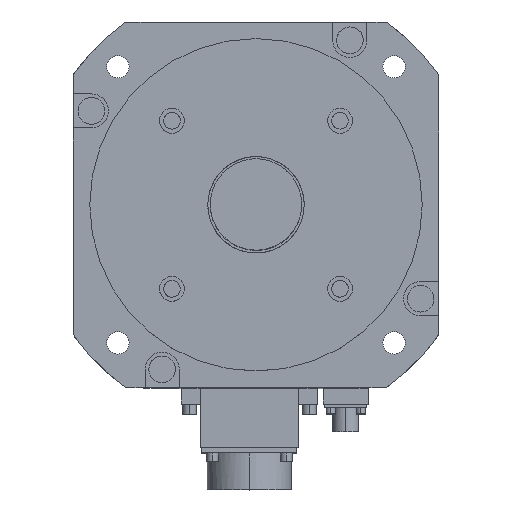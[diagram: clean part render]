
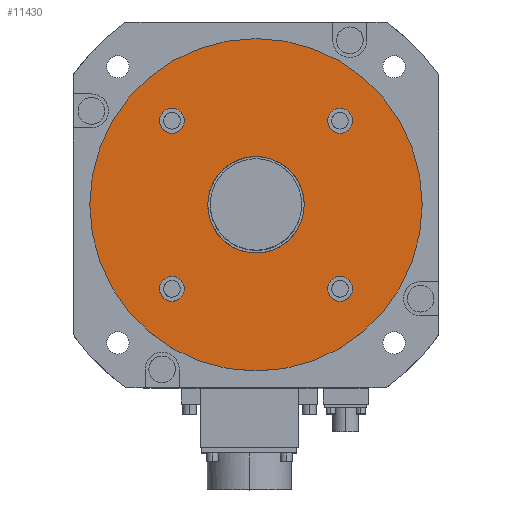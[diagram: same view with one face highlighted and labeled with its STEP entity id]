
A CAD part, top view. The second image highlights one B-rep face of the part: STEP entity #11430.
In plain terms, the highlighted planar face has unit normal (0, 0, 1).
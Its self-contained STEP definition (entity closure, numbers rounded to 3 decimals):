
#236 = VERTEX_POINT ( 'NONE', #11788 ) ;
#241 = EDGE_CURVE ( 'NONE', #252, #255, #11785, .T. ) ;
#252 = VERTEX_POINT ( 'NONE', #6822 ) ;
#255 = VERTEX_POINT ( 'NONE', #6821 ) ;
#256 = EDGE_CURVE ( 'NONE', #236, #261, #6833, .T. ) ;
#261 = VERTEX_POINT ( 'NONE', #11963 ) ;
#310 = VERTEX_POINT ( 'NONE', #12107 ) ;
#312 = VERTEX_POINT ( 'NONE', #12136 ) ;
#1171 = EDGE_CURVE ( 'NONE', #312, #310, #12158, .T. ) ;
#2746 = DIRECTION ( 'NONE',  ( 1., 0., 0. ) ) ;
#2747 = DIRECTION ( 'NONE',  ( 0., 0., -1. ) ) ;
#2748 = CARTESIAN_POINT ( 'NONE',  ( 0., 0., 4. ) ) ;
#2749 = AXIS2_PLACEMENT_3D ( 'NONE', #2748, #2747, #2746 ) ;
#2750 = CIRCLE ( 'NONE', #2749, 100. ) ;
#2782 = CARTESIAN_POINT ( 'NONE',  ( -100., 0., 4. ) ) ;
#2783 = DIRECTION ( 'NONE',  ( 1., 0., 0. ) ) ;
#2784 = DIRECTION ( 'NONE',  ( 0., 0., -1. ) ) ;
#2785 = CARTESIAN_POINT ( 'NONE',  ( 50.558, 50.558, 4. ) ) ;
#2786 = AXIS2_PLACEMENT_3D ( 'NONE', #2785, #2784, #2783 ) ;
#2787 = CIRCLE ( 'NONE', #2786, 7.5 ) ;
#2788 = CARTESIAN_POINT ( 'NONE',  ( 58.058, 50.558, 4. ) ) ;
#2834 = CARTESIAN_POINT ( 'NONE',  ( 100., 0., 4. ) ) ;
#2848 = CARTESIAN_POINT ( 'NONE',  ( 43.058, 50.558, 4. ) ) ;
#4684 = DIRECTION ( 'NONE',  ( 1., 0., 0. ) ) ;
#4685 = DIRECTION ( 'NONE',  ( 0., 0., -1. ) ) ;
#4686 = CARTESIAN_POINT ( 'NONE',  ( 50.558, 50.558, 4. ) ) ;
#4687 = AXIS2_PLACEMENT_3D ( 'NONE', #4686, #4685, #4684 ) ;
#4688 = CIRCLE ( 'NONE', #4687, 7.5 ) ;
#5172 = DIRECTION ( 'NONE',  ( 0., 0., 1. ) ) ;
#5173 = CARTESIAN_POINT ( 'NONE',  ( 0., 0., 4. ) ) ;
#5174 = AXIS2_PLACEMENT_3D ( 'NONE', #5173, #5172, #5237 ) ;
#5175 = PLANE ( 'NONE',  #5174 ) ;
#5177 = FACE_OUTER_BOUND ( 'NONE', #11444, .T. ) ;
#5178 = FACE_BOUND ( 'NONE', #11432, .T. ) ;
#5179 = FACE_BOUND ( 'NONE', #10948, .T. ) ;
#5180 = FACE_BOUND ( 'NONE', #11440, .T. ) ;
#5181 = FACE_BOUND ( 'NONE', #11428, .T. ) ;
#5182 = FACE_BOUND ( 'NONE', #11436, .T. ) ;
#5229 = DIRECTION ( 'NONE',  ( 1., 0., 0. ) ) ;
#5230 = DIRECTION ( 'NONE',  ( 0., 0., -1. ) ) ;
#5231 = CARTESIAN_POINT ( 'NONE',  ( 0., 0., 4. ) ) ;
#5232 = AXIS2_PLACEMENT_3D ( 'NONE', #5231, #5230, #5229 ) ;
#5233 = CIRCLE ( 'NONE', #5232, 100. ) ;
#5237 = DIRECTION ( 'NONE',  ( 1., 0., 0. ) ) ;
#6494 = EDGE_CURVE ( 'NONE', #14434, #14449, #12970, .T. ) ;
#6821 = CARTESIAN_POINT ( 'NONE',  ( -58.058, -50.558, 4. ) ) ;
#6822 = CARTESIAN_POINT ( 'NONE',  ( -43.058, -50.558, 4. ) ) ;
#6829 = DIRECTION ( 'NONE',  ( 1., 0., 0. ) ) ;
#6830 = DIRECTION ( 'NONE',  ( 0., 0., -1. ) ) ;
#6831 = CARTESIAN_POINT ( 'NONE',  ( 50.558, -50.558, 4. ) ) ;
#6832 = AXIS2_PLACEMENT_3D ( 'NONE', #6831, #6830, #6829 ) ;
#6833 = CIRCLE ( 'NONE', #6832, 7.5 ) ;
#6905 = EDGE_CURVE ( 'NONE', #261, #236, #13333, .T. ) ;
#6930 = EDGE_CURVE ( 'NONE', #255, #252, #13348, .T. ) ;
#8109 = CARTESIAN_POINT ( 'NONE',  ( -58.058, 50.558, 4. ) ) ;
#8126 = CARTESIAN_POINT ( 'NONE',  ( -43.058, 50.558, 4. ) ) ;
#8127 = DIRECTION ( 'NONE',  ( 1., 0., 0. ) ) ;
#8128 = DIRECTION ( 'NONE',  ( 0., 0., -1. ) ) ;
#8129 = AXIS2_PLACEMENT_3D ( 'NONE', #8143, #8128, #8127 ) ;
#8130 = CIRCLE ( 'NONE', #8129, 7.5 ) ;
#8143 = CARTESIAN_POINT ( 'NONE',  ( -50.558, 50.558, 4. ) ) ;
#9983 = DIRECTION ( 'NONE',  ( 1., 0., 0. ) ) ;
#9984 = DIRECTION ( 'NONE',  ( 0., 0., -1. ) ) ;
#9985 = CARTESIAN_POINT ( 'NONE',  ( 0., 0., 4. ) ) ;
#9986 = AXIS2_PLACEMENT_3D ( 'NONE', #9985, #9984, #9983 ) ;
#9987 = CIRCLE ( 'NONE', #9986, 29. ) ;
#10512 = EDGE_CURVE ( 'NONE', #10530, #10534, #2750, .T. ) ;
#10527 = VERTEX_POINT ( 'NONE', #2788 ) ;
#10528 = EDGE_CURVE ( 'NONE', #10527, #10574, #2787, .T. ) ;
#10530 = VERTEX_POINT ( 'NONE', #2782 ) ;
#10534 = VERTEX_POINT ( 'NONE', #2834 ) ;
#10574 = VERTEX_POINT ( 'NONE', #2848 ) ;
#10945 = ORIENTED_EDGE ( 'NONE', *, *, #6494, .T. ) ;
#10946 = ORIENTED_EDGE ( 'NONE', *, *, #241, .T. ) ;
#10947 = ORIENTED_EDGE ( 'NONE', *, *, #6930, .T. ) ;
#10948 = EDGE_LOOP ( 'NONE', ( #10949, #10945 ) ) ;
#10949 = ORIENTED_EDGE ( 'NONE', *, *, #14446, .T. ) ;
#11140 = EDGE_CURVE ( 'NONE', #10574, #10527, #4688, .T. ) ;
#11424 = ORIENTED_EDGE ( 'NONE', *, *, #10528, .T. ) ;
#11425 = ORIENTED_EDGE ( 'NONE', *, *, #11140, .T. ) ;
#11427 = ORIENTED_EDGE ( 'NONE', *, *, #6905, .T. ) ;
#11428 = EDGE_LOOP ( 'NONE', ( #11443, #11427 ) ) ;
#11430 = ADVANCED_FACE ( 'NONE', ( #5182, #5181, #5180, #5179, #5178, #5177 ), #5175, .T. ) ;
#11432 = EDGE_LOOP ( 'NONE', ( #11433, #11435 ) ) ;
#11433 = ORIENTED_EDGE ( 'NONE', *, *, #15155, .T. ) ;
#11435 = ORIENTED_EDGE ( 'NONE', *, *, #1171, .T. ) ;
#11436 = EDGE_LOOP ( 'NONE', ( #11424, #11425 ) ) ;
#11438 = EDGE_CURVE ( 'NONE', #10534, #10530, #5233, .T. ) ;
#11439 = ORIENTED_EDGE ( 'NONE', *, *, #11438, .F. ) ;
#11440 = EDGE_LOOP ( 'NONE', ( #10946, #10947 ) ) ;
#11442 = ORIENTED_EDGE ( 'NONE', *, *, #10512, .F. ) ;
#11443 = ORIENTED_EDGE ( 'NONE', *, *, #256, .T. ) ;
#11444 = EDGE_LOOP ( 'NONE', ( #11439, #11442 ) ) ;
#11781 = DIRECTION ( 'NONE',  ( 1., 0., 0. ) ) ;
#11782 = DIRECTION ( 'NONE',  ( 0., 0., -1. ) ) ;
#11783 = CARTESIAN_POINT ( 'NONE',  ( -50.558, -50.558, 4. ) ) ;
#11784 = AXIS2_PLACEMENT_3D ( 'NONE', #11783, #11782, #11781 ) ;
#11785 = CIRCLE ( 'NONE', #11784, 7.5 ) ;
#11788 = CARTESIAN_POINT ( 'NONE',  ( 58.058, -50.558, 4. ) ) ;
#11963 = CARTESIAN_POINT ( 'NONE',  ( 43.058, -50.558, 4. ) ) ;
#12107 = CARTESIAN_POINT ( 'NONE',  ( 29., 0., 4. ) ) ;
#12109 = CARTESIAN_POINT ( 'NONE',  ( 0., 0., 4. ) ) ;
#12136 = CARTESIAN_POINT ( 'NONE',  ( -29., 0., 4. ) ) ;
#12155 = DIRECTION ( 'NONE',  ( 1., 0., 0. ) ) ;
#12156 = DIRECTION ( 'NONE',  ( 0., 0., -1. ) ) ;
#12157 = AXIS2_PLACEMENT_3D ( 'NONE', #12109, #12156, #12155 ) ;
#12158 = CIRCLE ( 'NONE', #12157, 29. ) ;
#12967 = DIRECTION ( 'NONE',  ( 1., 0., 0. ) ) ;
#12968 = DIRECTION ( 'NONE',  ( 0., 0., -1. ) ) ;
#12969 = AXIS2_PLACEMENT_3D ( 'NONE', #12975, #12968, #12967 ) ;
#12970 = CIRCLE ( 'NONE', #12969, 7.5 ) ;
#12975 = CARTESIAN_POINT ( 'NONE',  ( -50.558, 50.558, 4. ) ) ;
#13329 = DIRECTION ( 'NONE',  ( 1., 0., 0. ) ) ;
#13330 = DIRECTION ( 'NONE',  ( 0., 0., -1. ) ) ;
#13331 = CARTESIAN_POINT ( 'NONE',  ( 50.558, -50.558, 4. ) ) ;
#13332 = AXIS2_PLACEMENT_3D ( 'NONE', #13331, #13330, #13329 ) ;
#13333 = CIRCLE ( 'NONE', #13332, 7.5 ) ;
#13344 = DIRECTION ( 'NONE',  ( 1., 0., 0. ) ) ;
#13345 = DIRECTION ( 'NONE',  ( 0., 0., -1. ) ) ;
#13346 = CARTESIAN_POINT ( 'NONE',  ( -50.558, -50.558, 4. ) ) ;
#13347 = AXIS2_PLACEMENT_3D ( 'NONE', #13346, #13345, #13344 ) ;
#13348 = CIRCLE ( 'NONE', #13347, 7.5 ) ;
#14434 = VERTEX_POINT ( 'NONE', #8109 ) ;
#14446 = EDGE_CURVE ( 'NONE', #14449, #14434, #8130, .T. ) ;
#14449 = VERTEX_POINT ( 'NONE', #8126 ) ;
#15155 = EDGE_CURVE ( 'NONE', #310, #312, #9987, .T. ) ;
